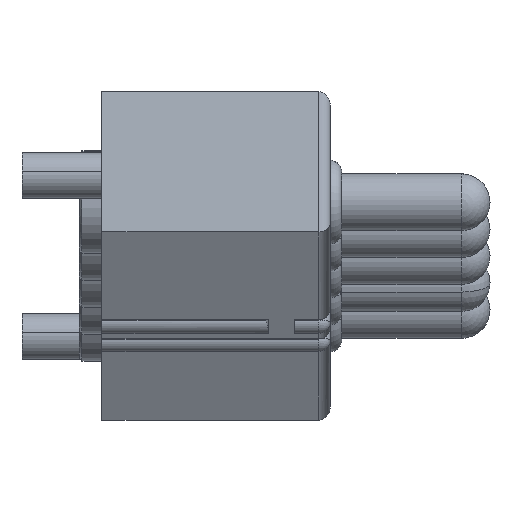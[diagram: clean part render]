
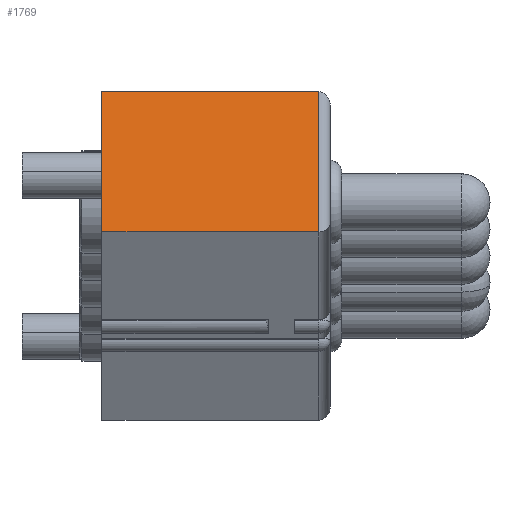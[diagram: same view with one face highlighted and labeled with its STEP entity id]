
A CAD part, top view. The second image highlights one B-rep face of the part: STEP entity #1769.
In plain terms, the highlighted face is planar.
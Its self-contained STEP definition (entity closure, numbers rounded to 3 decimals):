
#42 = FACE_OUTER_BOUND ( 'NONE', #2351, .T. ) ;
#199 = DIRECTION ( 'NONE',  ( 0., 0., -1. ) ) ;
#207 = EDGE_CURVE ( 'NONE', #3104, #2315, #3297, .T. ) ;
#209 = CARTESIAN_POINT ( 'NONE',  ( 17.78, -1.25, 3.8 ) ) ;
#234 = LINE ( 'NONE', #209, #2097 ) ;
#334 = DIRECTION ( 'NONE',  ( 0., 0., 1. ) ) ;
#379 = ORIENTED_EDGE ( 'NONE', *, *, #2275, .T. ) ;
#515 = AXIS2_PLACEMENT_3D ( 'NONE', #2308, #584, #334 ) ;
#584 = DIRECTION ( 'NONE',  ( -1., 0., 0. ) ) ;
#727 = VERTEX_POINT ( 'NONE', #832 ) ;
#832 = CARTESIAN_POINT ( 'NONE',  ( 17.78, -1.25, 0. ) ) ;
#1484 = DIRECTION ( 'NONE',  ( 0., -1., 0. ) ) ;
#1517 = VERTEX_POINT ( 'NONE', #2114 ) ;
#1626 = CARTESIAN_POINT ( 'NONE',  ( 17.78, 1.25, 3.8 ) ) ;
#1706 = DIRECTION ( 'NONE',  ( 0., 0., -1. ) ) ;
#1725 = ORIENTED_EDGE ( 'NONE', *, *, #2663, .T. ) ;
#1741 = VECTOR ( 'NONE', #1706, 1000. ) ;
#1769 = ADVANCED_FACE ( 'NONE', ( #42 ), #3110, .F. ) ;
#1987 = CARTESIAN_POINT ( 'NONE',  ( 17.78, 1.25, 4. ) ) ;
#2061 = VECTOR ( 'NONE', #2293, 1000. ) ;
#2097 = VECTOR ( 'NONE', #1484, 1000. ) ;
#2114 = CARTESIAN_POINT ( 'NONE',  ( 17.78, -1.25, 3.8 ) ) ;
#2266 = VECTOR ( 'NONE', #199, 1000. ) ;
#2275 = EDGE_CURVE ( 'NONE', #3104, #1517, #234, .T. ) ;
#2293 = DIRECTION ( 'NONE',  ( 0., 1., 0. ) ) ;
#2308 = CARTESIAN_POINT ( 'NONE',  ( 17.78, -1.25, 4. ) ) ;
#2315 = VERTEX_POINT ( 'NONE', #2752 ) ;
#2351 = EDGE_LOOP ( 'NONE', ( #1725, #2856, #379, #2932 ) ) ;
#2502 = LINE ( 'NONE', #3106, #2061 ) ;
#2663 = EDGE_CURVE ( 'NONE', #727, #2315, #2502, .T. ) ;
#2726 = EDGE_CURVE ( 'NONE', #1517, #727, #3196, .T. ) ;
#2752 = CARTESIAN_POINT ( 'NONE',  ( 17.78, 1.25, 0. ) ) ;
#2856 = ORIENTED_EDGE ( 'NONE', *, *, #207, .F. ) ;
#2932 = ORIENTED_EDGE ( 'NONE', *, *, #2726, .T. ) ;
#2992 = CARTESIAN_POINT ( 'NONE',  ( 17.78, -1.25, 4. ) ) ;
#3104 = VERTEX_POINT ( 'NONE', #1626 ) ;
#3106 = CARTESIAN_POINT ( 'NONE',  ( 17.78, -1.25, 0. ) ) ;
#3110 = PLANE ( 'NONE',  #515 ) ;
#3196 = LINE ( 'NONE', #2992, #1741 ) ;
#3297 = LINE ( 'NONE', #1987, #2266 ) ;
